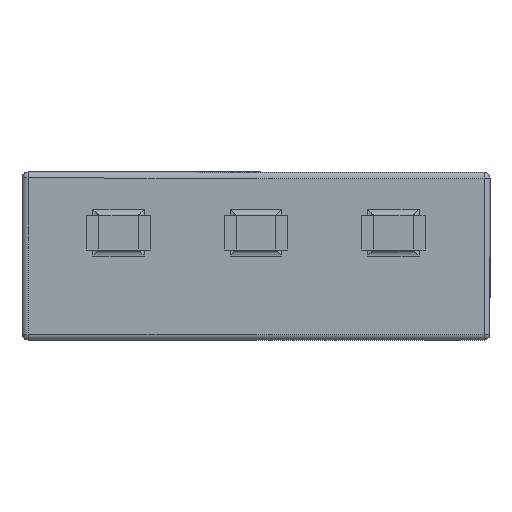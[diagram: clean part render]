
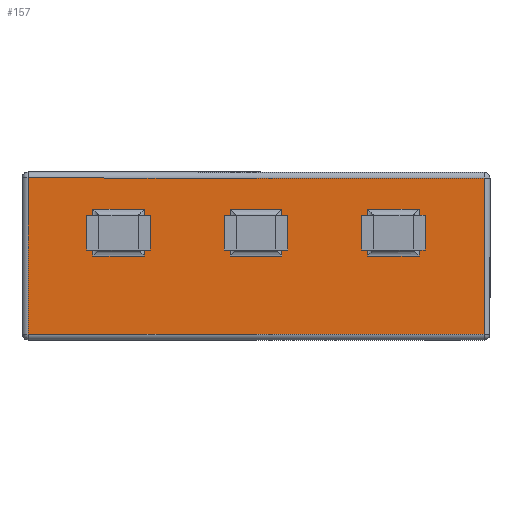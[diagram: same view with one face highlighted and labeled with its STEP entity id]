
A CAD part, front view. The second image highlights one B-rep face of the part: STEP entity #157.
In plain terms, the highlighted planar face has unit normal (0, -1, 0).
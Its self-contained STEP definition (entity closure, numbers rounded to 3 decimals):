
#47 = EDGE_CURVE ( 'NONE', #130, #48, #1338, .T. ) ;
#48 = VERTEX_POINT ( 'NONE', #1334 ) ;
#49 = ORIENTED_EDGE ( 'NONE', *, *, #50, .T. ) ;
#50 = EDGE_CURVE ( 'NONE', #48, #126, #1399, .T. ) ;
#92 = ORIENTED_EDGE ( 'NONE', *, *, #93, .T. ) ;
#93 = EDGE_CURVE ( 'NONE', #165, #94, #1486, .T. ) ;
#94 = VERTEX_POINT ( 'NONE', #1535 ) ;
#95 = ORIENTED_EDGE ( 'NONE', *, *, #96, .T. ) ;
#96 = EDGE_CURVE ( 'NONE', #94, #161, #1534, .T. ) ;
#97 = EDGE_LOOP ( 'NONE', ( #98, #102, #105, #108 ) ) ;
#98 = ORIENTED_EDGE ( 'NONE', *, *, #99, .T. ) ;
#99 = EDGE_CURVE ( 'NONE', #100, #101, #1530, .T. ) ;
#100 = VERTEX_POINT ( 'NONE', #1526 ) ;
#101 = VERTEX_POINT ( 'NONE', #1525 ) ;
#102 = ORIENTED_EDGE ( 'NONE', *, *, #103, .T. ) ;
#103 = EDGE_CURVE ( 'NONE', #101, #104, #1524, .T. ) ;
#104 = VERTEX_POINT ( 'NONE', #1520 ) ;
#105 = ORIENTED_EDGE ( 'NONE', *, *, #106, .T. ) ;
#106 = EDGE_CURVE ( 'NONE', #104, #107, #1519, .T. ) ;
#107 = VERTEX_POINT ( 'NONE', #1515 ) ;
#108 = ORIENTED_EDGE ( 'NONE', *, *, #109, .T. ) ;
#109 = EDGE_CURVE ( 'NONE', #107, #100, #1514, .T. ) ;
#110 = EDGE_LOOP ( 'NONE', ( #111, #115, #118, #121 ) ) ;
#111 = ORIENTED_EDGE ( 'NONE', *, *, #112, .T. ) ;
#112 = EDGE_CURVE ( 'NONE', #113, #114, #1510, .T. ) ;
#113 = VERTEX_POINT ( 'NONE', #1506 ) ;
#114 = VERTEX_POINT ( 'NONE', #1505 ) ;
#115 = ORIENTED_EDGE ( 'NONE', *, *, #116, .T. ) ;
#116 = EDGE_CURVE ( 'NONE', #114, #117, #1566, .T. ) ;
#117 = VERTEX_POINT ( 'NONE', #1562 ) ;
#118 = ORIENTED_EDGE ( 'NONE', *, *, #119, .T. ) ;
#119 = EDGE_CURVE ( 'NONE', #117, #120, #1561, .T. ) ;
#120 = VERTEX_POINT ( 'NONE', #1557 ) ;
#121 = ORIENTED_EDGE ( 'NONE', *, *, #122, .T. ) ;
#122 = EDGE_CURVE ( 'NONE', #120, #113, #1556, .T. ) ;
#123 = EDGE_LOOP ( 'NONE', ( #124, #128, #131, #49 ) ) ;
#124 = ORIENTED_EDGE ( 'NONE', *, *, #125, .T. ) ;
#125 = EDGE_CURVE ( 'NONE', #126, #127, #1552, .T. ) ;
#126 = VERTEX_POINT ( 'NONE', #1548 ) ;
#127 = VERTEX_POINT ( 'NONE', #1547 ) ;
#128 = ORIENTED_EDGE ( 'NONE', *, *, #129, .T. ) ;
#129 = EDGE_CURVE ( 'NONE', #127, #130, #1546, .T. ) ;
#130 = VERTEX_POINT ( 'NONE', #1542 ) ;
#131 = ORIENTED_EDGE ( 'NONE', *, *, #47, .T. ) ;
#157 = ADVANCED_FACE ( 'NONE', ( #1618, #1617, #1616, #1615 ), #1600, .T. ) ;
#158 = EDGE_LOOP ( 'NONE', ( #159, #163, #92, #95 ) ) ;
#159 = ORIENTED_EDGE ( 'NONE', *, *, #160, .T. ) ;
#160 = EDGE_CURVE ( 'NONE', #161, #162, #1658, .T. ) ;
#161 = VERTEX_POINT ( 'NONE', #1652 ) ;
#162 = VERTEX_POINT ( 'NONE', #1651 ) ;
#163 = ORIENTED_EDGE ( 'NONE', *, *, #164, .T. ) ;
#164 = EDGE_CURVE ( 'NONE', #162, #165, #1650, .T. ) ;
#165 = VERTEX_POINT ( 'NONE', #1646 ) ;
#1334 = CARTESIAN_POINT ( 'NONE',  ( 3.8, 6.1, -1.69 ) ) ;
#1335 = DIRECTION ( 'NONE',  ( 1., 0., 0. ) ) ;
#1336 = VECTOR ( 'NONE', #1335, 1000. ) ;
#1337 = CARTESIAN_POINT ( 'NONE',  ( 3.9, 6.1, -1.69 ) ) ;
#1338 = LINE ( 'NONE', #1337, #1336 ) ;
#1396 = DIRECTION ( 'NONE',  ( 0., 0., 1. ) ) ;
#1397 = VECTOR ( 'NONE', #1396, 1000. ) ;
#1398 = CARTESIAN_POINT ( 'NONE',  ( 3.8, 6.1, 1.01 ) ) ;
#1399 = LINE ( 'NONE', #1398, #1397 ) ;
#1483 = DIRECTION ( 'NONE',  ( 0., 0., 1. ) ) ;
#1484 = VECTOR ( 'NONE', #1483, 1000. ) ;
#1485 = CARTESIAN_POINT ( 'NONE',  ( 1.86, 6.1, -1.79 ) ) ;
#1486 = LINE ( 'NONE', #1485, #1484 ) ;
#1505 = CARTESIAN_POINT ( 'NONE',  ( -0.43, 6.1, -0.39 ) ) ;
#1506 = CARTESIAN_POINT ( 'NONE',  ( 0.43, 6.1, -0.39 ) ) ;
#1507 = DIRECTION ( 'NONE',  ( -1., 0., 0. ) ) ;
#1508 = VECTOR ( 'NONE', #1507, 1000. ) ;
#1509 = CARTESIAN_POINT ( 'NONE',  ( -0.33, 6.1, -0.39 ) ) ;
#1510 = LINE ( 'NONE', #1509, #1508 ) ;
#1511 = DIRECTION ( 'NONE',  ( 0., 0., -1. ) ) ;
#1512 = VECTOR ( 'NONE', #1511, 1000. ) ;
#1513 = CARTESIAN_POINT ( 'NONE',  ( -1.86, 6.1, -1.79 ) ) ;
#1514 = LINE ( 'NONE', #1513, #1512 ) ;
#1515 = CARTESIAN_POINT ( 'NONE',  ( -1.86, 6.1, 0.39 ) ) ;
#1516 = DIRECTION ( 'NONE',  ( 1., 0., 0. ) ) ;
#1517 = VECTOR ( 'NONE', #1516, 1000. ) ;
#1518 = CARTESIAN_POINT ( 'NONE',  ( -1.96, 6.1, 0.39 ) ) ;
#1519 = LINE ( 'NONE', #1518, #1517 ) ;
#1520 = CARTESIAN_POINT ( 'NONE',  ( -2.72, 6.1, 0.39 ) ) ;
#1521 = DIRECTION ( 'NONE',  ( 0., 0., 1. ) ) ;
#1522 = VECTOR ( 'NONE', #1521, 1000. ) ;
#1523 = CARTESIAN_POINT ( 'NONE',  ( -2.72, 6.1, -1.79 ) ) ;
#1524 = LINE ( 'NONE', #1523, #1522 ) ;
#1525 = CARTESIAN_POINT ( 'NONE',  ( -2.72, 6.1, -0.39 ) ) ;
#1526 = CARTESIAN_POINT ( 'NONE',  ( -1.86, 6.1, -0.39 ) ) ;
#1527 = DIRECTION ( 'NONE',  ( -1., 0., 0. ) ) ;
#1528 = VECTOR ( 'NONE', #1527, 1000. ) ;
#1529 = CARTESIAN_POINT ( 'NONE',  ( 3.9, 6.1, -0.39 ) ) ;
#1530 = LINE ( 'NONE', #1529, #1528 ) ;
#1531 = DIRECTION ( 'NONE',  ( 1., 0., 0. ) ) ;
#1532 = VECTOR ( 'NONE', #1531, 1000. ) ;
#1533 = CARTESIAN_POINT ( 'NONE',  ( 3.9, 6.1, 0.39 ) ) ;
#1534 = LINE ( 'NONE', #1533, #1532 ) ;
#1535 = CARTESIAN_POINT ( 'NONE',  ( 1.86, 6.1, 0.39 ) ) ;
#1542 = CARTESIAN_POINT ( 'NONE',  ( -3.8, 6.1, -1.69 ) ) ;
#1543 = DIRECTION ( 'NONE',  ( 0., 0., -1. ) ) ;
#1544 = VECTOR ( 'NONE', #1543, 1000. ) ;
#1545 = CARTESIAN_POINT ( 'NONE',  ( -3.8, 6.1, -1.79 ) ) ;
#1546 = LINE ( 'NONE', #1545, #1544 ) ;
#1547 = CARTESIAN_POINT ( 'NONE',  ( -3.8, 6.1, 0.91 ) ) ;
#1548 = CARTESIAN_POINT ( 'NONE',  ( 3.8, 6.1, 0.91 ) ) ;
#1549 = DIRECTION ( 'NONE',  ( -1., 0., 0. ) ) ;
#1550 = VECTOR ( 'NONE', #1549, 1000. ) ;
#1551 = CARTESIAN_POINT ( 'NONE',  ( -3.9, 6.1, 0.91 ) ) ;
#1552 = LINE ( 'NONE', #1551, #1550 ) ;
#1553 = DIRECTION ( 'NONE',  ( 0., 0., -1. ) ) ;
#1554 = VECTOR ( 'NONE', #1553, 1000. ) ;
#1555 = CARTESIAN_POINT ( 'NONE',  ( 0.43, 6.1, -1.79 ) ) ;
#1556 = LINE ( 'NONE', #1555, #1554 ) ;
#1557 = CARTESIAN_POINT ( 'NONE',  ( 0.43, 6.1, 0.39 ) ) ;
#1558 = DIRECTION ( 'NONE',  ( 1., 0., 0. ) ) ;
#1559 = VECTOR ( 'NONE', #1558, 1000. ) ;
#1560 = CARTESIAN_POINT ( 'NONE',  ( 3.9, 6.1, 0.39 ) ) ;
#1561 = LINE ( 'NONE', #1560, #1559 ) ;
#1562 = CARTESIAN_POINT ( 'NONE',  ( -0.43, 6.1, 0.39 ) ) ;
#1563 = DIRECTION ( 'NONE',  ( 0., 0., 1. ) ) ;
#1564 = VECTOR ( 'NONE', #1563, 1000. ) ;
#1565 = CARTESIAN_POINT ( 'NONE',  ( -0.43, 6.1, -1.79 ) ) ;
#1566 = LINE ( 'NONE', #1565, #1564 ) ;
#1598 = CARTESIAN_POINT ( 'NONE',  ( 3.9, 6.1, -1.79 ) ) ;
#1599 = AXIS2_PLACEMENT_3D ( 'NONE', #1598, #1657, #1656 ) ;
#1600 = PLANE ( 'NONE',  #1599 ) ;
#1615 = FACE_OUTER_BOUND ( 'NONE', #123, .T. ) ;
#1616 = FACE_BOUND ( 'NONE', #110, .T. ) ;
#1617 = FACE_BOUND ( 'NONE', #97, .T. ) ;
#1618 = FACE_BOUND ( 'NONE', #158, .T. ) ;
#1646 = CARTESIAN_POINT ( 'NONE',  ( 1.86, 6.1, -0.39 ) ) ;
#1647 = DIRECTION ( 'NONE',  ( -1., 0., 0. ) ) ;
#1648 = VECTOR ( 'NONE', #1647, 1000. ) ;
#1649 = CARTESIAN_POINT ( 'NONE',  ( 1.96, 6.1, -0.39 ) ) ;
#1650 = LINE ( 'NONE', #1649, #1648 ) ;
#1651 = CARTESIAN_POINT ( 'NONE',  ( 2.72, 6.1, -0.39 ) ) ;
#1652 = CARTESIAN_POINT ( 'NONE',  ( 2.72, 6.1, 0.39 ) ) ;
#1653 = DIRECTION ( 'NONE',  ( 0., 0., -1. ) ) ;
#1654 = VECTOR ( 'NONE', #1653, 1000. ) ;
#1655 = CARTESIAN_POINT ( 'NONE',  ( 2.72, 6.1, -1.79 ) ) ;
#1656 = DIRECTION ( 'NONE',  ( 0., 0., -1. ) ) ;
#1657 = DIRECTION ( 'NONE',  ( 0., -1., 0. ) ) ;
#1658 = LINE ( 'NONE', #1655, #1654 ) ;
